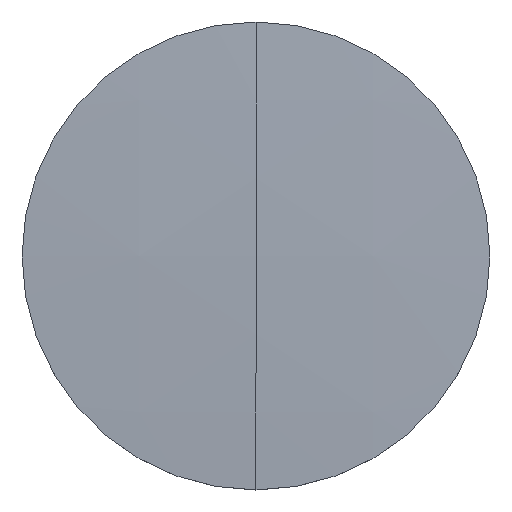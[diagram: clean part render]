
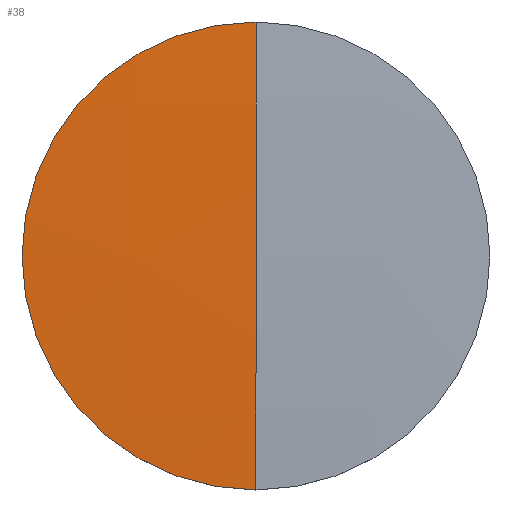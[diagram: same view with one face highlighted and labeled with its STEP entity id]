
A CAD part, top view. The second image highlights one B-rep face of the part: STEP entity #38.
In plain terms, the highlighted spherical face has radius 515.08 mm.
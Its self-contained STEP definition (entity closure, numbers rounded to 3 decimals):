
#28 = VERTEX_POINT ( 'NONE', #107 ) ;
#29 = ORIENTED_EDGE ( 'NONE', *, *, #30, .T. ) ;
#30 = EDGE_CURVE ( 'NONE', #82, #80, #109, .T. ) ;
#31 = ORIENTED_EDGE ( 'NONE', *, *, #33, .F. ) ;
#32 = VERTEX_POINT ( 'NONE', #163 ) ;
#33 = EDGE_CURVE ( 'NONE', #32, #28, #162, .T. ) ;
#34 = ORIENTED_EDGE ( 'NONE', *, *, #35, .T. ) ;
#35 = EDGE_CURVE ( 'NONE', #32, #82, #190, .T. ) ;
#38 = ADVANCED_FACE ( 'NONE', ( #157 ), #142, .T. ) ;
#80 = VERTEX_POINT ( 'NONE', #172 ) ;
#81 = EDGE_LOOP ( 'NONE', ( #29, #83, #31, #34 ) ) ;
#82 = VERTEX_POINT ( 'NONE', #228 ) ;
#83 = ORIENTED_EDGE ( 'NONE', *, *, #84, .T. ) ;
#84 = EDGE_CURVE ( 'NONE', #80, #28, #227, .T. ) ;
#106 = DIRECTION ( 'NONE',  ( 0., 0., 1. ) ) ;
#107 = CARTESIAN_POINT ( 'NONE',  ( 0., 0., 1.81 ) ) ;
#108 = CARTESIAN_POINT ( 'NONE',  ( 0., 0., 1.183 ) ) ;
#109 = CIRCLE ( 'NONE', #165, 25.4 ) ;
#136 = DIRECTION ( 'NONE',  ( 0., 1., 0. ) ) ;
#137 = DIRECTION ( 'NONE',  ( -1., 0., 0. ) ) ;
#138 = CARTESIAN_POINT ( 'NONE',  ( 0., 0., -513.27 ) ) ;
#139 = AXIS2_PLACEMENT_3D ( 'NONE', #138, #137, #136 ) ;
#142 = SPHERICAL_SURFACE ( 'NONE', #139, 515.08 ) ;
#157 = FACE_OUTER_BOUND ( 'NONE', #81, .T. ) ;
#158 = DIRECTION ( 'NONE',  ( 1., 0., 0. ) ) ;
#159 = DIRECTION ( 'NONE',  ( 0., 0., 1. ) ) ;
#160 = CARTESIAN_POINT ( 'NONE',  ( 0., 0., 1.183 ) ) ;
#161 = AXIS2_PLACEMENT_3D ( 'NONE', #160, #159, #158 ) ;
#162 = CIRCLE ( 'NONE', #195, 515.08 ) ;
#163 = CARTESIAN_POINT ( 'NONE',  ( 0., 25.4, 1.183 ) ) ;
#164 = DIRECTION ( 'NONE',  ( 1., 0., 0. ) ) ;
#165 = AXIS2_PLACEMENT_3D ( 'NONE', #108, #106, #164 ) ;
#172 = CARTESIAN_POINT ( 'NONE',  ( 0., -25.4, 1.183 ) ) ;
#190 = CIRCLE ( 'NONE', #161, 25.4 ) ;
#192 = DIRECTION ( 'NONE',  ( 0., 0., -1. ) ) ;
#193 = DIRECTION ( 'NONE',  ( 1., 0., 0. ) ) ;
#194 = CARTESIAN_POINT ( 'NONE',  ( 0., 0., -513.27 ) ) ;
#195 = AXIS2_PLACEMENT_3D ( 'NONE', #194, #193, #192 ) ;
#223 = DIRECTION ( 'NONE',  ( 0., -1., 0. ) ) ;
#224 = DIRECTION ( 'NONE',  ( -1., 0., 0. ) ) ;
#225 = CARTESIAN_POINT ( 'NONE',  ( 0., 0., -513.27 ) ) ;
#226 = AXIS2_PLACEMENT_3D ( 'NONE', #225, #224, #223 ) ;
#227 = CIRCLE ( 'NONE', #226, 515.08 ) ;
#228 = CARTESIAN_POINT ( 'NONE',  ( -25.4, 0., 1.183 ) ) ;
